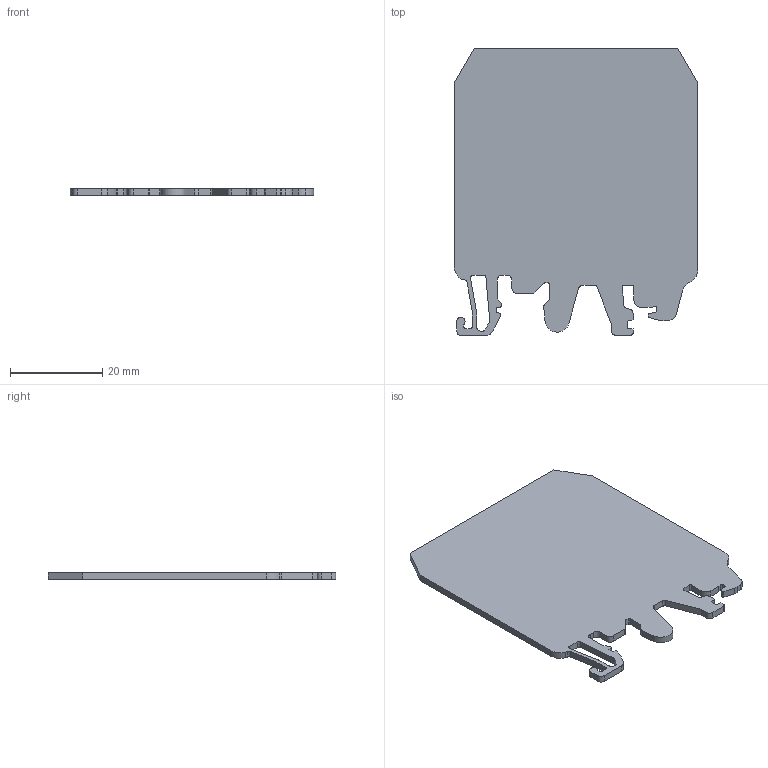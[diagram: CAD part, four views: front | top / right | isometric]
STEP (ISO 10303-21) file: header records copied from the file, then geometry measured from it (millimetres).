
FILE_DESCRIPTION (( 'STEP AP214' ), '1' );
FILE_NAME ('462189_APP-AVK 35 RD_Beige.STP', '2013-11-14T14:20:24', ( 'arge' ), ( 'Microsoft' ), 'SwSTEP 2.0', 'SolidWorks 2013', '' );
FILE_SCHEMA (( 'AUTOMOTIVE_DESIGN' ));
Length unit declared in the file: millimetre
Products named in the file (1): 462189_APP-AVK 35 RD_Beige
Bounding box: 52.8 x 62.38 x 1.5 mm (x, y, z)
Volume: 4326.8 mm3; surface area: 6252.4 mm2
Topology: 1 solids, 1 shells, 104 faces, 306 edges, 204 vertices
Faces by surface type: plane 56, cylinder 48
Entity records: 3524 total; most frequent: CARTESIAN_POINT 615, DIRECTION 612, ORIENTED_EDGE 612, EDGE_CURVE 306, VECTOR 210, LINE 210, VERTEX_POINT 204, AXIS2_PLACEMENT_3D 201
